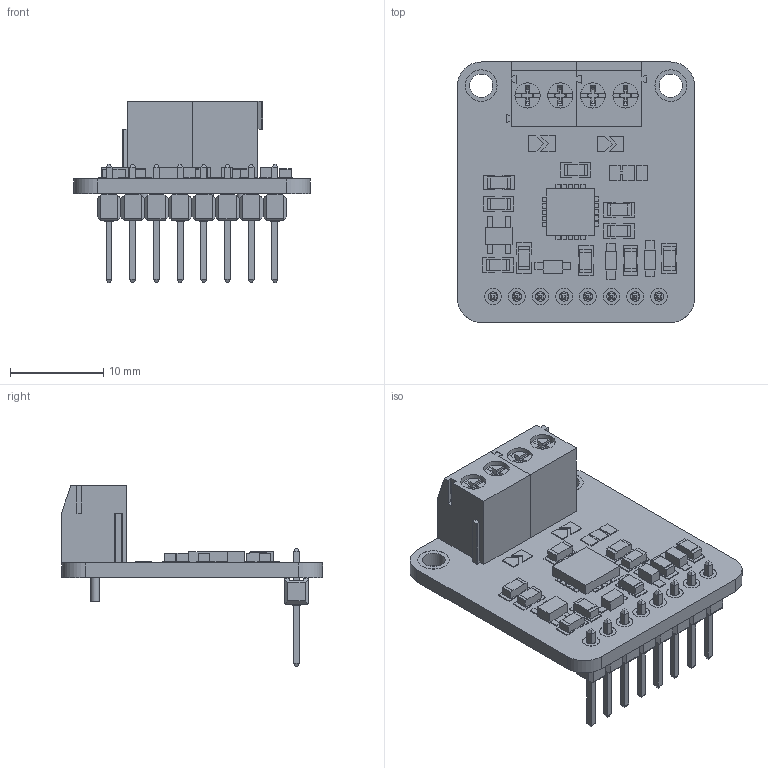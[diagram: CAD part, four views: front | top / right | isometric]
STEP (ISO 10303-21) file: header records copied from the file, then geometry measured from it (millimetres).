
FILE_DESCRIPTION(/* description */ (''),/* implementation_level */ '2;1');
FILE_NAME(/* name */ 'Adafruit 3648 Max31865.step',/* time_stamp */ '2025-05-18T19:36:27+02:00',/* author */ (''),/* organization */ (''),/* preprocessor_version */ 'ST-DEVELOPER v20.1',/* originating_system */ 'Autodesk Translation Framework v14.4.0.0',/* authorisation */ '');
FILE_SCHEMA (('AUTOMOTIVE_DESIGN { 1 0 10303 214 3 1 1 }'));
Length unit declared in the file: millimetre
Products named in the file (5): (Non enregistré); MAX31865; plytka; Pin Header 1x4 TH Pitch 2.54mm; TE_1776275-2
Assembly tree (6 placements, depth 3):
  (Non enregistré)
    MAX31865
      plytka
      Pin Header 1x4 TH Pitch 2.54mm  x2
      TE_1776275-2  x2
Bounding box: 25.4 x 27.98 x 19.43 mm (x, y, z)
Volume: 2030 mm3; surface area: 3181.6 mm2
Topology: 5 solids, 5 shells, 1063 faces, 2828 edges, 1832 vertices
Faces by surface type: plane 945, cylinder 110, bspline 8
Full cylindrical faces by diameter (mm): 0.9 x4, 1.016 x8, 1.422 x4, 1.8 x16, 2 x4, 2.4 x8, 2.489 x2, 2.7 x4, 3.4 x4
Entity records: 24660 total; most frequent: CARTESIAN_POINT 4229, ORIENTED_EDGE 4106, DIRECTION 3787, EDGE_CURVE 2053, LINE 1859, VECTOR 1859, VERTEX_POINT 1342, AXIS2_PLACEMENT_3D 964
